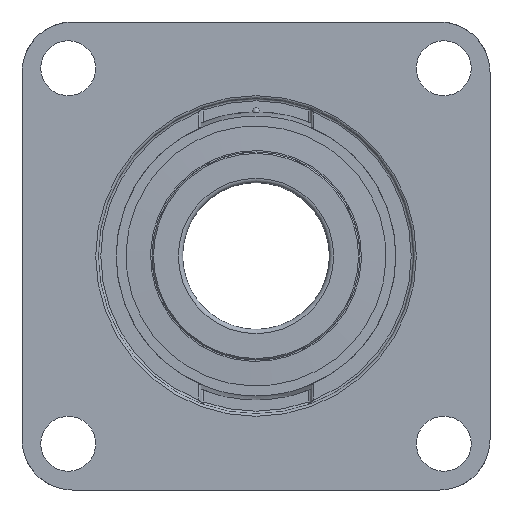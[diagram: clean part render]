
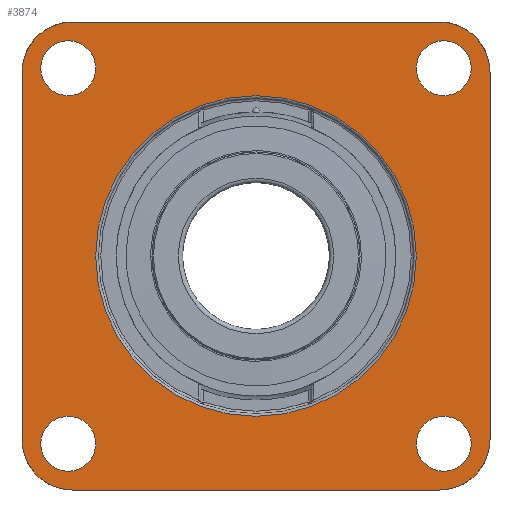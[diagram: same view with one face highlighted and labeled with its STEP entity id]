
A CAD part, left-side view. The second image highlights one B-rep face of the part: STEP entity #3874.
In plain terms, the highlighted face is planar.
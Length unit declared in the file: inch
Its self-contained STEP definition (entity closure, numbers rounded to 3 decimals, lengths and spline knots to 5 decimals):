
#3526=CARTESIAN_POINT('',(2.50148,-3.18898,0.));
#3527=VERTEX_POINT('',#3526);
#3534=CARTESIAN_POINT('',(3.18898,-2.50148,0.));
#3535=VERTEX_POINT('',#3534);
#3536=CARTESIAN_POINT('',(2.50148,-2.50148,0.));
#3537=DIRECTION('',(0.,0.,1.));
#3538=DIRECTION('',(1.,0.,-0.));
#3539=AXIS2_PLACEMENT_3D('',#3536,#3537,#3538);
#3540=CIRCLE('',#3539,0.6875);
#3541=EDGE_CURVE('',#3527,#3535,#3540,.T.);
#3558=CARTESIAN_POINT('',(0.,2.185,0.));
#3559=VERTEX_POINT('',#3558);
#3586=CARTESIAN_POINT('',(0.,0.,0.));
#3587=DIRECTION('',(-0.,0.,-1.));
#3588=DIRECTION('',(-0.,-1.,0.));
#3589=AXIS2_PLACEMENT_3D('',#3586,#3587,#3588);
#3590=CIRCLE('',#3589,2.185);
#3591=EDGE_CURVE('',#3559,#3559,#3590,.T.);
#3762=CARTESIAN_POINT('',(0.,-0.,0.));
#3763=DIRECTION('',(0.,0.,1.));
#3764=DIRECTION('',(1.,0.,0.));
#3765=AXIS2_PLACEMENT_3D('',#3762,#3763,#3764);
#3766=PLANE('',#3765);
#3767=CARTESIAN_POINT('',(3.18898,2.50148,0.));
#3768=VERTEX_POINT('',#3767);
#3769=CARTESIAN_POINT('',(3.18898,2.50148,0.));
#3770=DIRECTION('',(0.,-1.,0.));
#3771=VECTOR('',#3770,1.96967);
#3772=LINE('',#3769,#3771);
#3773=EDGE_CURVE('',#3768,#3535,#3772,.T.);
#3774=ORIENTED_EDGE('',*,*,#3773,.T.);
#3775=ORIENTED_EDGE('',*,*,#3541,.F.);
#3776=CARTESIAN_POINT('',(-2.50148,-3.18898,0.));
#3777=VERTEX_POINT('',#3776);
#3778=CARTESIAN_POINT('',(2.50148,-3.18898,0.));
#3779=DIRECTION('',(-1.,0.,0.));
#3780=VECTOR('',#3779,1.96967);
#3781=LINE('',#3778,#3780);
#3782=EDGE_CURVE('',#3527,#3777,#3781,.T.);
#3783=ORIENTED_EDGE('',*,*,#3782,.T.);
#3784=CARTESIAN_POINT('',(-3.18898,-2.50148,0.));
#3785=VERTEX_POINT('',#3784);
#3786=CARTESIAN_POINT('',(-2.50148,-2.50148,0.));
#3787=DIRECTION('',(0.,0.,1.));
#3788=DIRECTION('',(1.,0.,-0.));
#3789=AXIS2_PLACEMENT_3D('',#3786,#3787,#3788);
#3790=CIRCLE('',#3789,0.6875);
#3791=EDGE_CURVE('',#3785,#3777,#3790,.T.);
#3792=ORIENTED_EDGE('',*,*,#3791,.F.);
#3793=CARTESIAN_POINT('',(-3.18898,2.50148,0.));
#3794=VERTEX_POINT('',#3793);
#3795=CARTESIAN_POINT('',(-3.18898,-2.50148,0.));
#3796=DIRECTION('',(0.,1.,0.));
#3797=VECTOR('',#3796,1.96967);
#3798=LINE('',#3795,#3797);
#3799=EDGE_CURVE('',#3785,#3794,#3798,.T.);
#3800=ORIENTED_EDGE('',*,*,#3799,.T.);
#3801=CARTESIAN_POINT('',(-2.50148,3.18898,0.));
#3802=VERTEX_POINT('',#3801);
#3803=CARTESIAN_POINT('',(-2.50148,2.50148,0.));
#3804=DIRECTION('',(0.,0.,1.));
#3805=DIRECTION('',(1.,0.,-0.));
#3806=AXIS2_PLACEMENT_3D('',#3803,#3804,#3805);
#3807=CIRCLE('',#3806,0.6875);
#3808=EDGE_CURVE('',#3802,#3794,#3807,.T.);
#3809=ORIENTED_EDGE('',*,*,#3808,.F.);
#3810=CARTESIAN_POINT('',(2.50148,3.18898,0.));
#3811=VERTEX_POINT('',#3810);
#3812=CARTESIAN_POINT('',(-2.50148,3.18898,0.));
#3813=DIRECTION('',(1.,0.,-0.));
#3814=VECTOR('',#3813,1.96967);
#3815=LINE('',#3812,#3814);
#3816=EDGE_CURVE('',#3802,#3811,#3815,.T.);
#3817=ORIENTED_EDGE('',*,*,#3816,.T.);
#3818=CARTESIAN_POINT('',(2.50148,2.50148,0.));
#3819=DIRECTION('',(0.,0.,1.));
#3820=DIRECTION('',(1.,0.,-0.));
#3821=AXIS2_PLACEMENT_3D('',#3818,#3819,#3820);
#3822=CIRCLE('',#3821,0.6875);
#3823=EDGE_CURVE('',#3768,#3811,#3822,.T.);
#3824=ORIENTED_EDGE('',*,*,#3823,.F.);
#3825=EDGE_LOOP('',(#3774,#3775,#3783,#3792,#3800,#3809,#3817,#3824));
#3826=FACE_BOUND('',#3825,.T.);
#3827=CARTESIAN_POINT('',(-2.93307,2.55906,0.));
#3828=VERTEX_POINT('',#3827);
#3829=CARTESIAN_POINT('',(-2.55906,2.55906,0.));
#3830=DIRECTION('',(0.,0.,1.));
#3831=DIRECTION('',(1.,0.,-0.));
#3832=AXIS2_PLACEMENT_3D('',#3829,#3830,#3831);
#3833=CIRCLE('',#3832,0.37402);
#3834=EDGE_CURVE('',#3828,#3828,#3833,.T.);
#3835=ORIENTED_EDGE('',*,*,#3834,.T.);
#3836=EDGE_LOOP('',(#3835));
#3837=FACE_BOUND('',#3836,.T.);
#3838=CARTESIAN_POINT('',(-2.55906,-2.93307,0.));
#3839=VERTEX_POINT('',#3838);
#3840=CARTESIAN_POINT('',(-2.55906,-2.55906,0.));
#3841=DIRECTION('',(0.,0.,1.));
#3842=DIRECTION('',(-0.,1.,0.));
#3843=AXIS2_PLACEMENT_3D('',#3840,#3841,#3842);
#3844=CIRCLE('',#3843,0.37402);
#3845=EDGE_CURVE('',#3839,#3839,#3844,.T.);
#3846=ORIENTED_EDGE('',*,*,#3845,.T.);
#3847=EDGE_LOOP('',(#3846));
#3848=FACE_BOUND('',#3847,.T.);
#3849=CARTESIAN_POINT('',(2.93307,-2.55906,0.));
#3850=VERTEX_POINT('',#3849);
#3851=CARTESIAN_POINT('',(2.55906,-2.55906,0.));
#3852=DIRECTION('',(0.,0.,1.));
#3853=DIRECTION('',(-1.,-0.,0.));
#3854=AXIS2_PLACEMENT_3D('',#3851,#3852,#3853);
#3855=CIRCLE('',#3854,0.37402);
#3856=EDGE_CURVE('',#3850,#3850,#3855,.T.);
#3857=ORIENTED_EDGE('',*,*,#3856,.T.);
#3858=EDGE_LOOP('',(#3857));
#3859=FACE_BOUND('',#3858,.T.);
#3860=CARTESIAN_POINT('',(2.55906,2.93307,0.));
#3861=VERTEX_POINT('',#3860);
#3862=CARTESIAN_POINT('',(2.55906,2.55906,0.));
#3863=DIRECTION('',(0.,0.,1.));
#3864=DIRECTION('',(0.,-1.,0.));
#3865=AXIS2_PLACEMENT_3D('',#3862,#3863,#3864);
#3866=CIRCLE('',#3865,0.37402);
#3867=EDGE_CURVE('',#3861,#3861,#3866,.T.);
#3868=ORIENTED_EDGE('',*,*,#3867,.T.);
#3869=EDGE_LOOP('',(#3868));
#3870=FACE_BOUND('',#3869,.T.);
#3871=ORIENTED_EDGE('',*,*,#3591,.F.);
#3872=EDGE_LOOP('',(#3871));
#3873=FACE_BOUND('',#3872,.T.);
#3874=ADVANCED_FACE('',(#3826,#3837,#3848,#3859,#3870,#3873),#3766,.F.);
